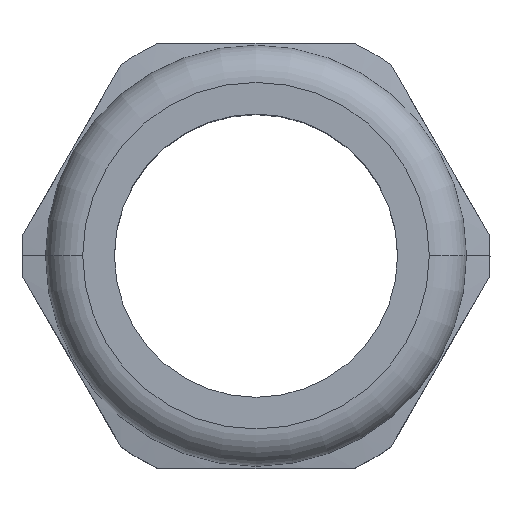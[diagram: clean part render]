
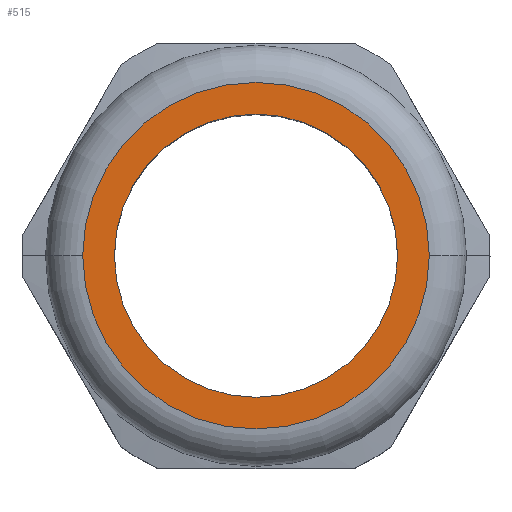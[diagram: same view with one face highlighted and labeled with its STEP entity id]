
A CAD part, top view. The second image highlights one B-rep face of the part: STEP entity #515.
In plain terms, the highlighted planar face has unit normal (0, 0, 1).
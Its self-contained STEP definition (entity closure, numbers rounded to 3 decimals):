
#110 = EDGE_CURVE ( 'NONE', #1053, #1076, #440, .T. ) ;
#111 = EDGE_CURVE ( 'NONE', #1048, #1041, #439, .T. ) ;
#242 = DIRECTION ( 'NONE',  ( 1., 0., 0. ) ) ;
#243 = DIRECTION ( 'NONE',  ( 0., 0., 1. ) ) ;
#244 = CARTESIAN_POINT ( 'NONE',  ( 0., 0., 47. ) ) ;
#348 = DIRECTION ( 'NONE',  ( 1., 0., 0. ) ) ;
#349 = DIRECTION ( 'NONE',  ( 0., 0., 1. ) ) ;
#350 = CARTESIAN_POINT ( 'NONE',  ( 0., 0., 47. ) ) ;
#351 = DIRECTION ( 'NONE',  ( 1., 0., 0. ) ) ;
#352 = DIRECTION ( 'NONE',  ( 0., 0., 1. ) ) ;
#353 = CARTESIAN_POINT ( 'NONE',  ( 0., 0., 47. ) ) ;
#388 = CIRCLE ( 'NONE', #1618, 19. ) ;
#432 = CIRCLE ( 'NONE', #866, 23.25 ) ;
#439 = CIRCLE ( 'NONE', #1682, 19. ) ;
#440 = CIRCLE ( 'NONE', #1681, 23.25 ) ;
#461 = EDGE_CURVE ( 'NONE', #1076, #1053, #432, .T. ) ;
#515 = ADVANCED_FACE ( 'NONE', ( #855, #849 ), #1549, .T. ) ;
#580 = EDGE_CURVE ( 'NONE', #1041, #1048, #388, .T. ) ;
#623 = EDGE_LOOP ( 'NONE', ( #732, #730 ) ) ;
#624 = EDGE_LOOP ( 'NONE', ( #733, #729 ) ) ;
#729 = ORIENTED_EDGE ( 'NONE', *, *, #110, .T. ) ;
#730 = ORIENTED_EDGE ( 'NONE', *, *, #580, .F. ) ;
#732 = ORIENTED_EDGE ( 'NONE', *, *, #111, .F. ) ;
#733 = ORIENTED_EDGE ( 'NONE', *, *, #461, .T. ) ;
#847 = AXIS2_PLACEMENT_3D ( 'NONE', #1548, #1547, #1546 ) ;
#849 = FACE_OUTER_BOUND ( 'NONE', #624, .T. ) ;
#855 = FACE_BOUND ( 'NONE', #623, .T. ) ;
#866 = AXIS2_PLACEMENT_3D ( 'NONE', #244, #243, #242 ) ;
#1041 = VERTEX_POINT ( 'NONE', #1367 ) ;
#1048 = VERTEX_POINT ( 'NONE', #1374 ) ;
#1053 = VERTEX_POINT ( 'NONE', #1379 ) ;
#1076 = VERTEX_POINT ( 'NONE', #1402 ) ;
#1319 = CARTESIAN_POINT ( 'NONE',  ( 0., 0., 47. ) ) ;
#1320 = DIRECTION ( 'NONE',  ( 0., 0., 1. ) ) ;
#1321 = DIRECTION ( 'NONE',  ( 1., 0., 0. ) ) ;
#1367 = CARTESIAN_POINT ( 'NONE',  ( -19., 0., 47. ) ) ;
#1374 = CARTESIAN_POINT ( 'NONE',  ( 19., 0., 47. ) ) ;
#1379 = CARTESIAN_POINT ( 'NONE',  ( -23.25, 0., 47. ) ) ;
#1402 = CARTESIAN_POINT ( 'NONE',  ( 23.25, 0., 47. ) ) ;
#1546 = DIRECTION ( 'NONE',  ( 1., 0., 0. ) ) ;
#1547 = DIRECTION ( 'NONE',  ( 0., 0., 1. ) ) ;
#1548 = CARTESIAN_POINT ( 'NONE',  ( 0., 0., 47. ) ) ;
#1549 = PLANE ( 'NONE',  #847 ) ;
#1618 = AXIS2_PLACEMENT_3D ( 'NONE', #1319, #1320, #1321 ) ;
#1681 = AXIS2_PLACEMENT_3D ( 'NONE', #353, #352, #351 ) ;
#1682 = AXIS2_PLACEMENT_3D ( 'NONE', #350, #349, #348 ) ;
